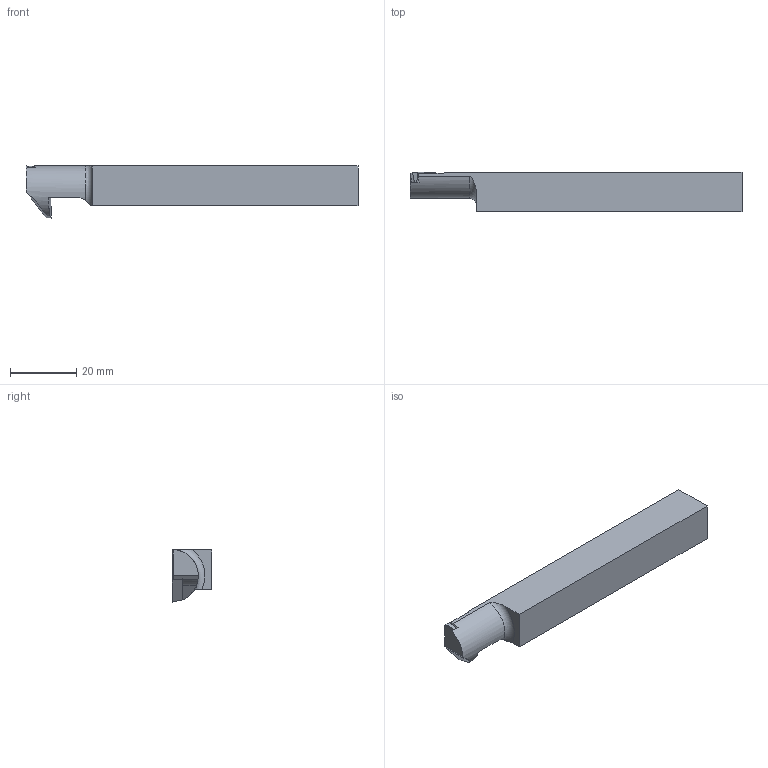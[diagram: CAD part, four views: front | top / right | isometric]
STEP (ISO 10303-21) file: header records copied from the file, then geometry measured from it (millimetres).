
FILE_DESCRIPTION (( 'STEP AP203' ), '1' );
FILE_NAME ('ISO-368-1-2.step', '2022-10-31T09:00:31', ( '' ), ( '' ), 'SwSTEP 2.0', 'SolidWorks 2022', '' );
FILE_SCHEMA (( 'CONFIG_CONTROL_DESIGN' ));
Length unit declared in the file: millimetre
Products named in the file (3): ISO-368-1-2; ISO-368-1_WSP_10036; ISO-368-1_2
Assembly tree (2 placements, depth 2):
  ISO-368-1-2
    ISO-368-1_2
    ISO-368-1_WSP_10036
Bounding box: 100 x 12 x 15.68 mm (x, y, z)
Volume: 12845.1 mm3; surface area: 5038.8 mm2
Topology: 2 solids, 2 shells, 35 faces, 93 edges, 62 vertices
Faces by surface type: plane 30, cylinder 4, torus 1
Full cylindrical faces by diameter (mm): 2.8 x1
Entity records: 1410 total; most frequent: CARTESIAN_POINT 253, ORIENTED_EDGE 184, DIRECTION 169, EDGE_CURVE 92, VECTOR 73, LINE 73, VERTEX_POINT 62, AXIS2_PLACEMENT_3D 48
